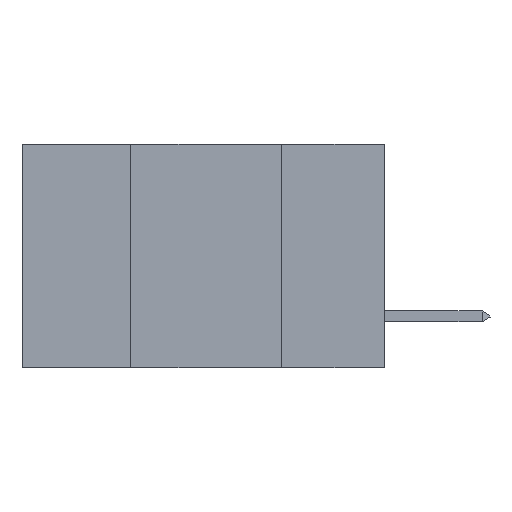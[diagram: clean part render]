
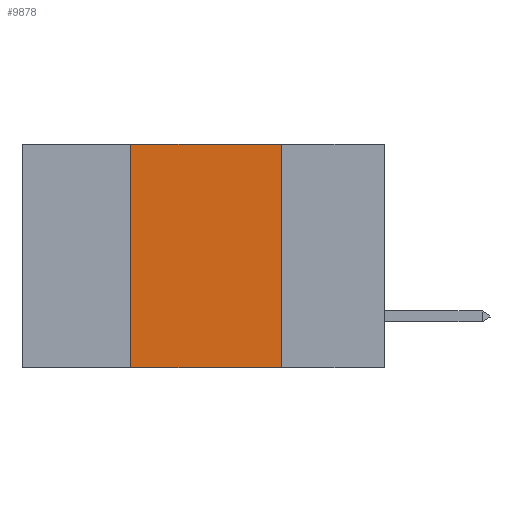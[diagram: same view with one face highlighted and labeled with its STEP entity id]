
A CAD part, left-side view. The second image highlights one B-rep face of the part: STEP entity #9878.
In plain terms, the highlighted planar face has unit normal (-1, 0, 0).
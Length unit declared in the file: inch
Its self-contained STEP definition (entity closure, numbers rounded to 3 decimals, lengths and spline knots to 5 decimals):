
#453 = EDGE_CURVE ( 'NONE', #8738, #1168, #3793, .T. ) ;
#963 = DIRECTION ( 'NONE',  ( 0., 0., -1. ) ) ;
#1168 = VERTEX_POINT ( 'NONE', #3986 ) ;
#1668 = FACE_OUTER_BOUND ( 'NONE', #3497, .T. ) ;
#1969 = VECTOR ( 'NONE', #7987, 39.37008 ) ;
#2016 = CARTESIAN_POINT ( 'NONE',  ( 0., 0.17, 0. ) ) ;
#3404 = ORIENTED_EDGE ( 'NONE', *, *, #3569, .F. ) ;
#3425 = CARTESIAN_POINT ( 'NONE',  ( 0., 0.6, -0.37 ) ) ;
#3497 = EDGE_LOOP ( 'NONE', ( #11082, #3404, #9254, #7021 ) ) ;
#3569 = EDGE_CURVE ( 'NONE', #1168, #8872, #10372, .T. ) ;
#3793 = LINE ( 'NONE', #8247, #1969 ) ;
#3986 = CARTESIAN_POINT ( 'NONE',  ( 0., 0.42, 0. ) ) ;
#4066 = VERTEX_POINT ( 'NONE', #10233 ) ;
#4175 = EDGE_CURVE ( 'NONE', #8872, #4066, #7592, .T. ) ;
#5248 = VECTOR ( 'NONE', #11059, 39.37008 ) ;
#5443 = DIRECTION ( 'NONE',  ( 0., -1., 0. ) ) ;
#5570 = LINE ( 'NONE', #3425, #10707 ) ;
#5900 = DIRECTION ( 'NONE',  ( 0., -1., 0. ) ) ;
#7021 = ORIENTED_EDGE ( 'NONE', *, *, #8259, .T. ) ;
#7592 = LINE ( 'NONE', #8896, #5248 ) ;
#7892 = VECTOR ( 'NONE', #5900, 39.37008 ) ;
#7987 = DIRECTION ( 'NONE',  ( 0., 0., 1. ) ) ;
#7998 = PLANE ( 'NONE',  #8884 ) ;
#8247 = CARTESIAN_POINT ( 'NONE',  ( 0., 0.42, 0. ) ) ;
#8259 = EDGE_CURVE ( 'NONE', #8738, #4066, #5570, .T. ) ;
#8738 = VERTEX_POINT ( 'NONE', #9941 ) ;
#8872 = VERTEX_POINT ( 'NONE', #2016 ) ;
#8884 = AXIS2_PLACEMENT_3D ( 'NONE', #10741, #9830, #963 ) ;
#8896 = CARTESIAN_POINT ( 'NONE',  ( 0., 0.17, 0. ) ) ;
#9254 = ORIENTED_EDGE ( 'NONE', *, *, #453, .F. ) ;
#9830 = DIRECTION ( 'NONE',  ( 1., 0., 0. ) ) ;
#9878 = ADVANCED_FACE ( 'NONE', ( #1668 ), #7998, .F. ) ;
#9941 = CARTESIAN_POINT ( 'NONE',  ( 0., 0.42, -0.37 ) ) ;
#10233 = CARTESIAN_POINT ( 'NONE',  ( 0., 0.17, -0.37 ) ) ;
#10372 = LINE ( 'NONE', #10796, #7892 ) ;
#10707 = VECTOR ( 'NONE', #5443, 39.37008 ) ;
#10741 = CARTESIAN_POINT ( 'NONE',  ( 0., 0.6, 0. ) ) ;
#10796 = CARTESIAN_POINT ( 'NONE',  ( 0., 0.6, 0. ) ) ;
#11059 = DIRECTION ( 'NONE',  ( 0., 0., -1. ) ) ;
#11082 = ORIENTED_EDGE ( 'NONE', *, *, #4175, .F. ) ;
